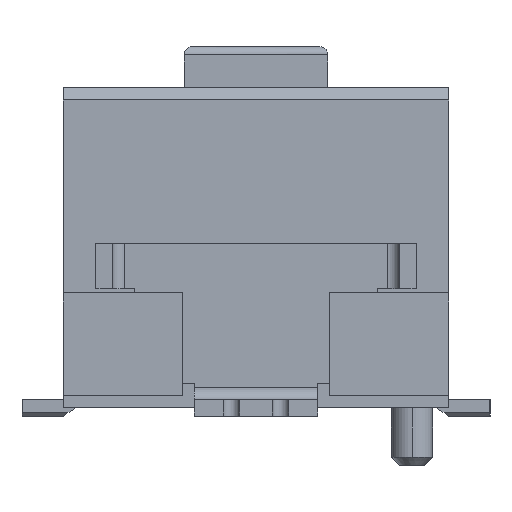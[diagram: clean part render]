
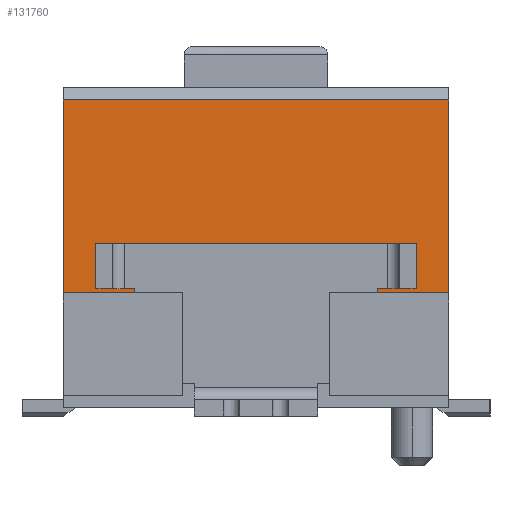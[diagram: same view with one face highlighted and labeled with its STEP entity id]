
A CAD part, left-side view. The second image highlights one B-rep face of the part: STEP entity #131760.
In plain terms, the highlighted planar face has unit normal (-1, 0, 0).
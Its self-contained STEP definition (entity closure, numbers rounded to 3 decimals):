
#34340=CARTESIAN_POINT('',(-9.1,1.6,1.5));
#34350=VERTEX_POINT('',#34340);
#34400=CARTESIAN_POINT('',(-9.1,0.,-0.1));
#34410=DIRECTION('',(0.,-0.707,-0.707));
#34420=VECTOR('',#34410,1.);
#34430=LINE('',#34400,#34420);
#34440=CARTESIAN_POINT('',(-9.1,1.5,1.4));
#34450=VERTEX_POINT('',#34440);
#34460=EDGE_CURVE('',#34350,#34450,#34430,.T.);
#76840=CARTESIAN_POINT('',(-9.1,-1.5,1.4));
#76850=VERTEX_POINT('',#76840);
#76880=CARTESIAN_POINT('',(-9.1,-0.1,0.));
#76890=DIRECTION('',(0.,-0.707,0.707));
#76900=VECTOR('',#76890,1.);
#76910=LINE('',#76880,#76900);
#76920=CARTESIAN_POINT('',(-9.1,-1.6,1.5));
#76930=VERTEX_POINT('',#76920);
#76940=EDGE_CURVE('',#76850,#76930,#76910,.T.);
#79570=CARTESIAN_POINT('',(-9.1,2.35,3.85));
#79580=VERTEX_POINT('',#79570);
#79730=CARTESIAN_POINT('',(-9.1,-2.35,3.85));
#79740=VERTEX_POINT('',#79730);
#79770=CARTESIAN_POINT('',(-9.1,0.,3.85));
#79780=DIRECTION('',(0.,1.,0.));
#79790=VECTOR('',#79780,1.);
#79800=LINE('',#79770,#79790);
#79810=EDGE_CURVE('',#79740,#79580,#79800,.T.);
#81730=CARTESIAN_POINT('',(-9.1,2.518,-0.044));
#81740=DIRECTION('',(-1.,0.,0.));
#81750=DIRECTION('',(0.,1.,0.));
#81760=AXIS2_PLACEMENT_3D('',#81730,#81740,#81750);
#81770=PLANE('',#81760);
#82270=CARTESIAN_POINT('',(-9.1,-1.5,0.));
#82280=DIRECTION('',(0.,0.,1.));
#82290=VECTOR('',#82280,1.);
#82300=LINE('',#82270,#82290);
#82570=CARTESIAN_POINT('',(-9.1,1.5,0.));
#82580=DIRECTION('',(0.,0.,-1.));
#82590=VECTOR('',#82580,1.);
#82600=LINE('',#82570,#82590);
#89370=CARTESIAN_POINT('',(-9.1,2.35,1.5));
#89380=VERTEX_POINT('',#89370);
#89410=CARTESIAN_POINT('',(-9.1,0.,1.5));
#89420=DIRECTION('',(0.,-1.,0.));
#89430=VECTOR('',#89420,1.);
#89440=LINE('',#89410,#89430);
#89450=EDGE_CURVE('',#89380,#34350,#89440,.T.);
#90320=CARTESIAN_POINT('',(-9.1,-1.5,0.6));
#90330=VERTEX_POINT('',#90320);
#90360=EDGE_CURVE('',#90330,#76850,#82300,.T.);
#93900=CARTESIAN_POINT('',(-9.1,1.5,0.6));
#93910=VERTEX_POINT('',#93900);
#93920=EDGE_CURVE('',#34450,#93910,#82600,.T.);
#97550=CARTESIAN_POINT('',(-9.1,0.,1.5));
#97560=DIRECTION('',(0.,-1.,0.));
#97570=VECTOR('',#97560,1.);
#97580=LINE('',#97550,#97570);
#97590=CARTESIAN_POINT('',(-9.1,-2.35,1.5));
#97600=VERTEX_POINT('',#97590);
#97610=EDGE_CURVE('',#76930,#97600,#97580,.T.);
#110580=CARTESIAN_POINT('',(-9.1,-1.475,0.6));
#110590=VERTEX_POINT('',#110580);
#110640=CARTESIAN_POINT('',(-9.1,0.,0.6));
#110650=DIRECTION('',(0.,-1.,0.));
#110660=VECTOR('',#110650,1.);
#110670=LINE('',#110640,#110660);
#110680=EDGE_CURVE('',#110590,#90330,#110670,.T.);
#117050=CARTESIAN_POINT('',(-9.1,0.,0.6));
#117060=DIRECTION('',(0.,1.,0.));
#117070=VECTOR('',#117060,1.);
#117080=LINE('',#117050,#117070);
#117090=CARTESIAN_POINT('',(-9.1,1.475,0.6));
#117100=VERTEX_POINT('',#117090);
#117110=EDGE_CURVE('',#117100,#93910,#117080,.T.);
#122600=CARTESIAN_POINT('',(-9.1,1.65,1.55));
#122610=VERTEX_POINT('',#122600);
#122640=CARTESIAN_POINT('',(-9.1,1.65,0.122));
#122650=DIRECTION('',(0.,0.,1.));
#122660=VECTOR('',#122650,1.);
#122670=LINE('',#122640,#122660);
#122680=CARTESIAN_POINT('',(-9.1,1.65,2.1));
#122690=VERTEX_POINT('',#122680);
#122700=EDGE_CURVE('',#122610,#122690,#122670,.T.);
#126500=CARTESIAN_POINT('',(-9.1,-1.65,1.55));
#126510=VERTEX_POINT('',#126500);
#126540=CARTESIAN_POINT('',(-9.1,0.,1.55));
#126550=DIRECTION('',(0.,1.,0.));
#126560=VECTOR('',#126550,1.);
#126570=LINE('',#126540,#126560);
#126580=CARTESIAN_POINT('',(-9.1,-1.475,1.55));
#126590=VERTEX_POINT('',#126580);
#126600=EDGE_CURVE('',#126510,#126590,#126570,.T.);
#126860=CARTESIAN_POINT('',(-9.1,-1.475,0.));
#126870=DIRECTION('',(0.,0.,-1.));
#126880=VECTOR('',#126870,1.);
#126890=LINE('',#126860,#126880);
#126900=EDGE_CURVE('',#126590,#110590,#126890,.T.);
#129570=CARTESIAN_POINT('',(-9.1,-1.65,2.1));
#129580=VERTEX_POINT('',#129570);
#129610=CARTESIAN_POINT('',(-9.1,-1.65,1.724));
#129620=DIRECTION('',(0.,0.,1.));
#129630=VECTOR('',#129620,1.);
#129640=LINE('',#129610,#129630);
#129650=EDGE_CURVE('',#126510,#129580,#129640,.T.);
#131290=ORIENTED_EDGE('',*,*,#129650,.F.);
#131300=CARTESIAN_POINT('',(-9.1,0.,2.1));
#131310=DIRECTION('',(0.,-1.,0.));
#131320=VECTOR('',#131310,1.);
#131330=LINE('',#131300,#131320);
#131340=EDGE_CURVE('',#122690,#129580,#131330,.T.);
#131350=ORIENTED_EDGE('',*,*,#131340,.T.);
#131360=ORIENTED_EDGE('',*,*,#122700,.T.);
#131370=CARTESIAN_POINT('',(-9.1,0.,1.55));
#131380=DIRECTION('',(0.,-1.,0.));
#131390=VECTOR('',#131380,1.);
#131400=LINE('',#131370,#131390);
#131410=CARTESIAN_POINT('',(-9.1,1.475,1.55));
#131420=VERTEX_POINT('',#131410);
#131430=EDGE_CURVE('',#122610,#131420,#131400,.T.);
#131440=ORIENTED_EDGE('',*,*,#131430,.F.);
#131450=CARTESIAN_POINT('',(-9.1,1.475,0.));
#131460=DIRECTION('',(0.,0.,-1.));
#131470=VECTOR('',#131460,1.);
#131480=LINE('',#131450,#131470);
#131490=EDGE_CURVE('',#131420,#117100,#131480,.T.);
#131500=ORIENTED_EDGE('',*,*,#131490,.F.);
#131510=ORIENTED_EDGE('',*,*,#117110,.F.);
#131520=ORIENTED_EDGE('',*,*,#93920,.T.);
#131530=ORIENTED_EDGE('',*,*,#34460,.T.);
#131540=ORIENTED_EDGE('',*,*,#89450,.T.);
#131550=CARTESIAN_POINT('',(-9.1,2.35,0.));
#131560=DIRECTION('',(0.,0.,-1.));
#131570=VECTOR('',#131560,1.);
#131580=LINE('',#131550,#131570);
#131590=EDGE_CURVE('',#79580,#89380,#131580,.T.);
#131600=ORIENTED_EDGE('',*,*,#131590,.T.);
#131610=ORIENTED_EDGE('',*,*,#79810,.T.);
#131620=CARTESIAN_POINT('',(-9.1,-2.35,0.));
#131630=DIRECTION('',(0.,0.,-1.));
#131640=VECTOR('',#131630,1.);
#131650=LINE('',#131620,#131640);
#131660=EDGE_CURVE('',#79740,#97600,#131650,.T.);
#131670=ORIENTED_EDGE('',*,*,#131660,.F.);
#131680=ORIENTED_EDGE('',*,*,#97610,.T.);
#131690=ORIENTED_EDGE('',*,*,#76940,.T.);
#131700=ORIENTED_EDGE('',*,*,#90360,.T.);
#131710=ORIENTED_EDGE('',*,*,#110680,.T.);
#131720=ORIENTED_EDGE('',*,*,#126900,.T.);
#131730=ORIENTED_EDGE('',*,*,#126600,.T.);
#131740=EDGE_LOOP('',(#131730,#131720,#131710,#131700,#131690,#131680,
#131670,#131610,#131600,#131540,#131530,#131520,#131510,#131500,#131440,
#131360,#131350,#131290));
#131750=FACE_OUTER_BOUND('',#131740,.T.);
#131760=ADVANCED_FACE('',(#131750),#81770,.T.);
